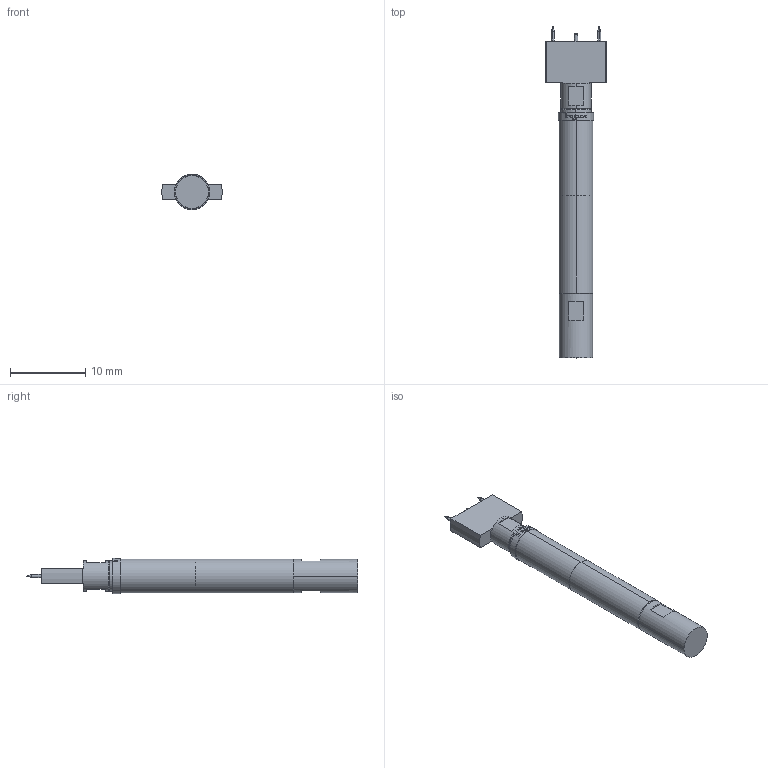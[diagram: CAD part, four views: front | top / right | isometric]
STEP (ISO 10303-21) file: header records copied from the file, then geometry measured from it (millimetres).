
FILE_DESCRIPTION (( 'STEP AP203' ), '1' );
FILE_NAME ('INGUN_HFS-8x0_204_051_A_xx29_V2-S2.STEP', '2022-04-26T12:31:06', ( 'ochi' ), ( '' ), 'SwSTEP 2.0', 'SolidWorks 2018', '' );
FILE_SCHEMA (( 'CONFIG_CONTROL_DESIGN' ));
Length unit declared in the file: millimetre
Products named in the file (1): INGUN_HFS-8x0_204_051_A_xx29_V2-S2
Bounding box: 7.97 x 44 x 4.7 mm (x, y, z)
Volume: 643.8 mm3; surface area: 674.1 mm2
Topology: 1 solids, 1 shells, 142 faces, 356 edges, 229 vertices
Faces by surface type: plane 67, bspline 35, cylinder 30, cone 10
Entity records: 5221 total; most frequent: CARTESIAN_POINT 2214, ORIENTED_EDGE 704, DIRECTION 436, EDGE_CURVE 352, VERTEX_POINT 229, B_SPLINE_CURVE_WITH_KNOTS 193, AXIS2_PLACEMENT_3D 177, EDGE_LOOP 159
